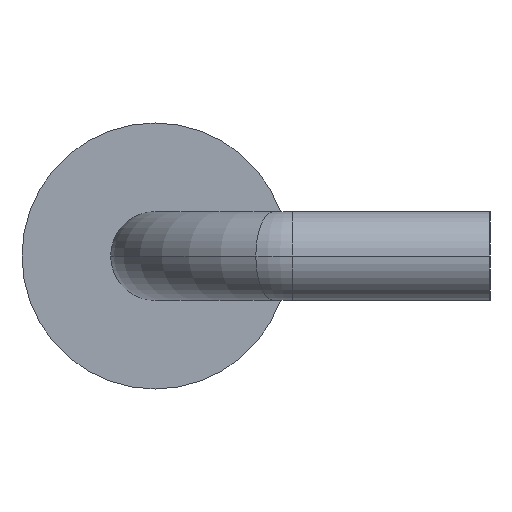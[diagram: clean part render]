
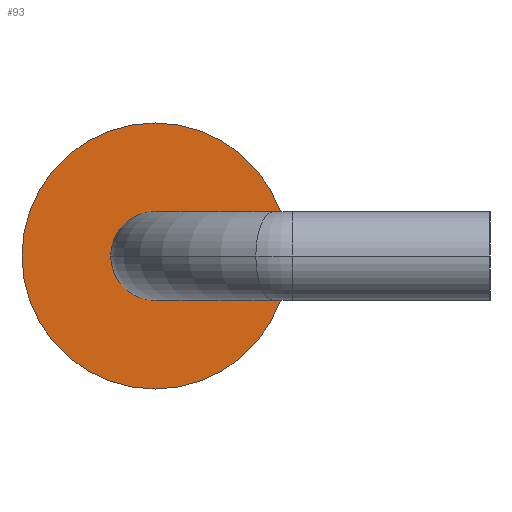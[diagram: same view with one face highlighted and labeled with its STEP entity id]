
A CAD part, left-side view. The second image highlights one B-rep face of the part: STEP entity #93.
In plain terms, the highlighted planar face has unit normal (-1, 0, 0).
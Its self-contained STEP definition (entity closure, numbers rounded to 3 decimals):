
#1 = CARTESIAN_POINT ( 'NONE',  ( -2.5, 1.4, 0. ) ) ;
#18 = CIRCLE ( 'NONE', #115, 0.45 ) ;
#45 = VERTEX_POINT ( 'NONE', #101 ) ;
#62 = CARTESIAN_POINT ( 'NONE',  ( -2.5, 1.4, 0. ) ) ;
#81 = AXIS2_PLACEMENT_3D ( 'NONE', #167, #690, #685 ) ;
#85 = EDGE_CURVE ( 'NONE', #149, #657, #300, .T. ) ;
#93 = ADVANCED_FACE ( 'NONE', ( #355, #185 ), #192, .F. ) ;
#101 = CARTESIAN_POINT ( 'NONE',  ( -2.5, 1.4, 1.35 ) ) ;
#115 = AXIS2_PLACEMENT_3D ( 'NONE', #177, #406, #631 ) ;
#117 = DIRECTION ( 'NONE',  ( 0., 0., 1. ) ) ;
#149 = VERTEX_POINT ( 'NONE', #512 ) ;
#150 = ORIENTED_EDGE ( 'NONE', *, *, #443, .T. ) ;
#165 = EDGE_CURVE ( 'NONE', #657, #149, #18, .T. ) ;
#167 = CARTESIAN_POINT ( 'NONE',  ( -2.5, 1.4, 0. ) ) ;
#169 = CARTESIAN_POINT ( 'NONE',  ( -2.5, 1.4, -1.35 ) ) ;
#177 = CARTESIAN_POINT ( 'NONE',  ( -2.5, 1.4, 0. ) ) ;
#185 = FACE_OUTER_BOUND ( 'NONE', #435, .T. ) ;
#189 = DIRECTION ( 'NONE',  ( 1., 0., 0. ) ) ;
#192 = PLANE ( 'NONE',  #611 ) ;
#238 = CARTESIAN_POINT ( 'NONE',  ( -2.5, 1.4, 0. ) ) ;
#276 = AXIS2_PLACEMENT_3D ( 'NONE', #62, #454, #117 ) ;
#300 = CIRCLE ( 'NONE', #81, 0.45 ) ;
#355 = FACE_BOUND ( 'NONE', #587, .T. ) ;
#381 = DIRECTION ( 'NONE',  ( -1., 0., 0. ) ) ;
#406 = DIRECTION ( 'NONE',  ( -1., 0., 0. ) ) ;
#435 = EDGE_LOOP ( 'NONE', ( #150, #492 ) ) ;
#443 = EDGE_CURVE ( 'NONE', #45, #493, #592, .T. ) ;
#445 = DIRECTION ( 'NONE',  ( 0., 0., 1. ) ) ;
#454 = DIRECTION ( 'NONE',  ( -1., 0., 0. ) ) ;
#488 = ORIENTED_EDGE ( 'NONE', *, *, #85, .F. ) ;
#492 = ORIENTED_EDGE ( 'NONE', *, *, #659, .T. ) ;
#493 = VERTEX_POINT ( 'NONE', #169 ) ;
#505 = DIRECTION ( 'NONE',  ( 0., 0., -1. ) ) ;
#512 = CARTESIAN_POINT ( 'NONE',  ( -2.5, 0.95, 0. ) ) ;
#569 = CARTESIAN_POINT ( 'NONE',  ( -2.5, 1.85, 0. ) ) ;
#587 = EDGE_LOOP ( 'NONE', ( #488, #650 ) ) ;
#592 = CIRCLE ( 'NONE', #699, 1.35 ) ;
#593 = CIRCLE ( 'NONE', #276, 1.35 ) ;
#611 = AXIS2_PLACEMENT_3D ( 'NONE', #238, #189, #505 ) ;
#631 = DIRECTION ( 'NONE',  ( 0., 0., 1. ) ) ;
#650 = ORIENTED_EDGE ( 'NONE', *, *, #165, .F. ) ;
#657 = VERTEX_POINT ( 'NONE', #569 ) ;
#659 = EDGE_CURVE ( 'NONE', #493, #45, #593, .T. ) ;
#685 = DIRECTION ( 'NONE',  ( 0., 0., 1. ) ) ;
#690 = DIRECTION ( 'NONE',  ( -1., 0., 0. ) ) ;
#699 = AXIS2_PLACEMENT_3D ( 'NONE', #1, #381, #445 ) ;
